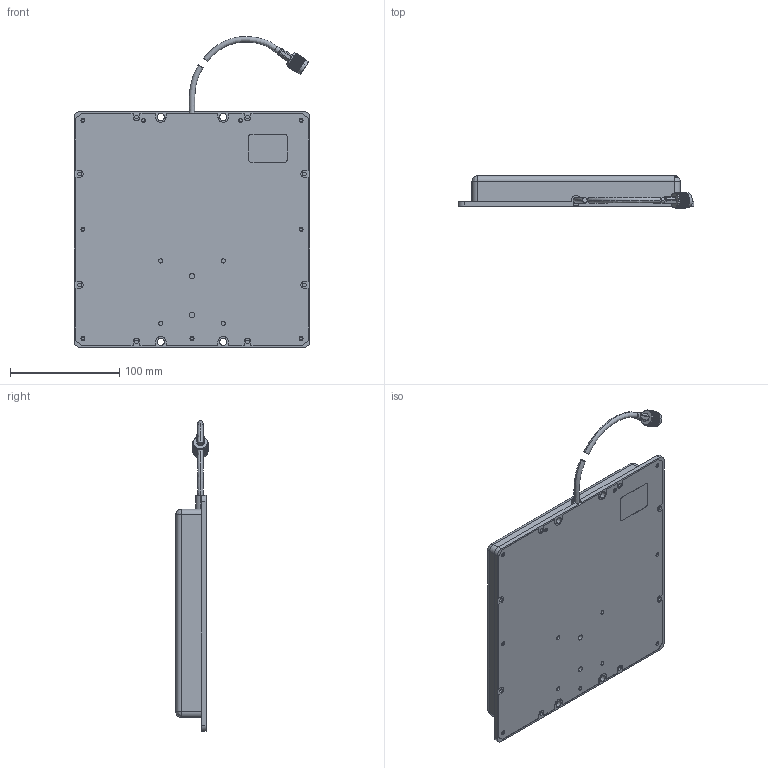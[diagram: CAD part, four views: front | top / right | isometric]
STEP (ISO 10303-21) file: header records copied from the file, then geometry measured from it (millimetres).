
FILE_DESCRIPTION (( 'STEP AP214' ), '1' );
FILE_NAME ('FM51FP1005-3_3D.step', '2022-12-30T17:52:09', ( '' ), ( '' ), 'SwSTEP 2.0', 'SolidWorks 2022', '' );
FILE_SCHEMA (( 'AUTOMOTIVE_DESIGN' ));
Length unit declared in the file: inch
Products named in the file (6): HEATSH-HEX_stepd_195White^FM51FP1005-3; FM51FP1005-3_3D; 195_CABLE CUT^FM51FP1005-3; XF072-1001110^FM51FP1005-3; XF117-1021100^FM51FP1005-3; RP TNC Male^FM51FP1005-3
Assembly tree (5 placements, depth 2):
  FM51FP1005-3_3D
    XF117-1021100^FM51FP1005-3
    XF072-1001110^FM51FP1005-3
    195_CABLE CUT^FM51FP1005-3
    HEATSH-HEX_stepd_195White^FM51FP1005-3
    RP TNC Male^FM51FP1005-3
Bounding box: 215.9 x 29.86 x 284.43 mm (x, y, z)
Volume: 244415.9 mm3; surface area: 233723.2 mm2
Topology: 7 solids, 7 shells, 3122 faces, 6796 edges, 3735 vertices
Faces by surface type: bspline 2012, cylinder 764, plane 251, cone 56, torus 28, sphere 11
Entity records: 123947 total; most frequent: CARTESIAN_POINT 71023, ORIENTED_EDGE 13570, EDGE_CURVE 6785, DIRECTION 4489, VERTEX_POINT 3733, EDGE_LOOP 3208, ADVANCED_FACE 3122, FACE_OUTER_BOUND 3122
